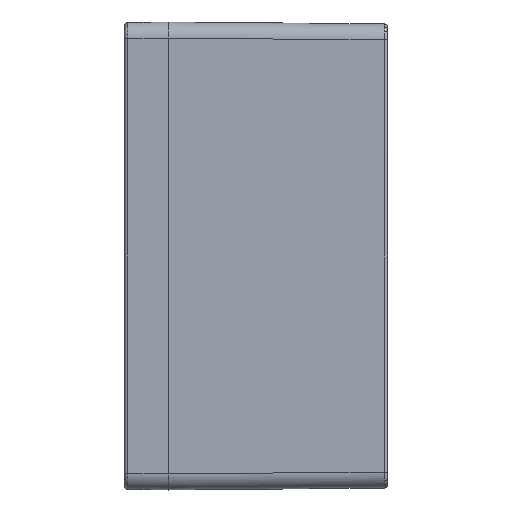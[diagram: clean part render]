
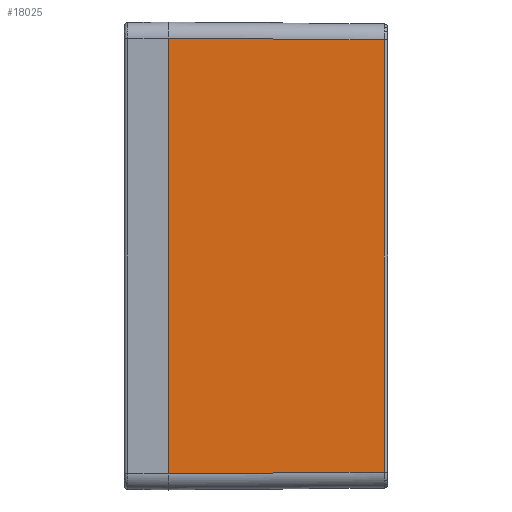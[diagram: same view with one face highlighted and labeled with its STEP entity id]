
A CAD part, left-side view. The second image highlights one B-rep face of the part: STEP entity #18025.
In plain terms, the highlighted planar face has unit normal (-1, -0.009, 0).
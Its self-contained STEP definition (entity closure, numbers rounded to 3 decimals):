
#325 = VERTEX_POINT ( 'NONE', #23582 ) ;
#1098 = VERTEX_POINT ( 'NONE', #15135 ) ;
#1302 = AXIS2_PLACEMENT_3D ( 'NONE', #18031, #6624, #20067 ) ;
#2273 = CARTESIAN_POINT ( 'NONE',  ( -119.356, 1.19, 73.856 ) ) ;
#2757 = VERTEX_POINT ( 'NONE', #23783 ) ;
#3391 = CARTESIAN_POINT ( 'NONE',  ( -119.356, 1.19, 73.856 ) ) ;
#5538 = CARTESIAN_POINT ( 'NONE',  ( -120., 75., -74.5 ) ) ;
#6624 = DIRECTION ( 'NONE',  ( -1., -0.009, 0. ) ) ;
#7325 = CARTESIAN_POINT ( 'NONE',  ( -119.785, 50.397, -74.285 ) ) ;
#7955 = CARTESIAN_POINT ( 'NONE',  ( -119.356, 1.19, -73.856 ) ) ;
#8435 = ORIENTED_EDGE ( 'NONE', *, *, #12571, .F. ) ;
#8969 = CARTESIAN_POINT ( 'NONE',  ( -120., 75., -74.5 ) ) ;
#9089 = CARTESIAN_POINT ( 'NONE',  ( -119.356, 1.19, -73.856 ) ) ;
#10668 = ORIENTED_EDGE ( 'NONE', *, *, #23657, .F. ) ;
#10738 = CARTESIAN_POINT ( 'NONE',  ( -119.571, 25.793, -74.071 ) ) ;
#11332 = ORIENTED_EDGE ( 'NONE', *, *, #22176, .T. ) ;
#12331 = VERTEX_POINT ( 'NONE', #8969 ) ;
#12571 = EDGE_CURVE ( 'NONE', #1098, #2757, #24766, .T. ) ;
#13023 = ORIENTED_EDGE ( 'NONE', *, *, #19138, .T. ) ;
#13124 = B_SPLINE_CURVE_WITH_KNOTS ( 'NONE', 3,
 ( #24541, #24794, #22639, #3391 ),
 .UNSPECIFIED., .F., .F.,
 ( 4, 4 ),
 ( 0., 1. ),
 .UNSPECIFIED. ) ;
#13501 = CARTESIAN_POINT ( 'NONE',  ( -119.356, 1.19, 24.619 ) ) ;
#14672 = VECTOR ( 'NONE', #14926, 1000. ) ;
#14926 = DIRECTION ( 'NONE',  ( 0., 0., -1. ) ) ;
#15135 = CARTESIAN_POINT ( 'NONE',  ( -119.356, 1.19, 73.856 ) ) ;
#18025 = ADVANCED_FACE ( 'NONE', ( #23994 ), #19942, .T. ) ;
#18031 = CARTESIAN_POINT ( 'NONE',  ( -120., 75., -84.807 ) ) ;
#18966 = LINE ( 'NONE', #22901, #14672 ) ;
#19138 = EDGE_CURVE ( 'NONE', #325, #12331, #18966, .T. ) ;
#19721 = CARTESIAN_POINT ( 'NONE',  ( -119.356, 1.19, -24.619 ) ) ;
#19942 = PLANE ( 'NONE',  #1302 ) ;
#20067 = DIRECTION ( 'NONE',  ( -0.009, 1., 0. ) ) ;
#20210 = EDGE_LOOP ( 'NONE', ( #10668, #13023, #11332, #8435 ) ) ;
#21383 = B_SPLINE_CURVE_WITH_KNOTS ( 'NONE', 3,
 ( #5538, #7325, #10738, #9089 ),
 .UNSPECIFIED., .F., .F.,
 ( 4, 4 ),
 ( 0., 1. ),
 .UNSPECIFIED. ) ;
#22176 = EDGE_CURVE ( 'NONE', #12331, #2757, #21383, .T. ) ;
#22639 = CARTESIAN_POINT ( 'NONE',  ( -119.571, 25.793, 74.071 ) ) ;
#22901 = CARTESIAN_POINT ( 'NONE',  ( -120., 75., 74.5 ) ) ;
#23582 = CARTESIAN_POINT ( 'NONE',  ( -120., 75., 74.5 ) ) ;
#23657 = EDGE_CURVE ( 'NONE', #325, #1098, #13124, .T. ) ;
#23783 = CARTESIAN_POINT ( 'NONE',  ( -119.356, 1.19, -73.856 ) ) ;
#23994 = FACE_OUTER_BOUND ( 'NONE', #20210, .T. ) ;
#24541 = CARTESIAN_POINT ( 'NONE',  ( -120., 75., 74.5 ) ) ;
#24766 = B_SPLINE_CURVE_WITH_KNOTS ( 'NONE', 3,
 ( #2273, #13501, #19721, #7955 ),
 .UNSPECIFIED., .F., .F.,
 ( 4, 4 ),
 ( 0., 1. ),
 .UNSPECIFIED. ) ;
#24794 = CARTESIAN_POINT ( 'NONE',  ( -119.785, 50.397, 74.285 ) ) ;
